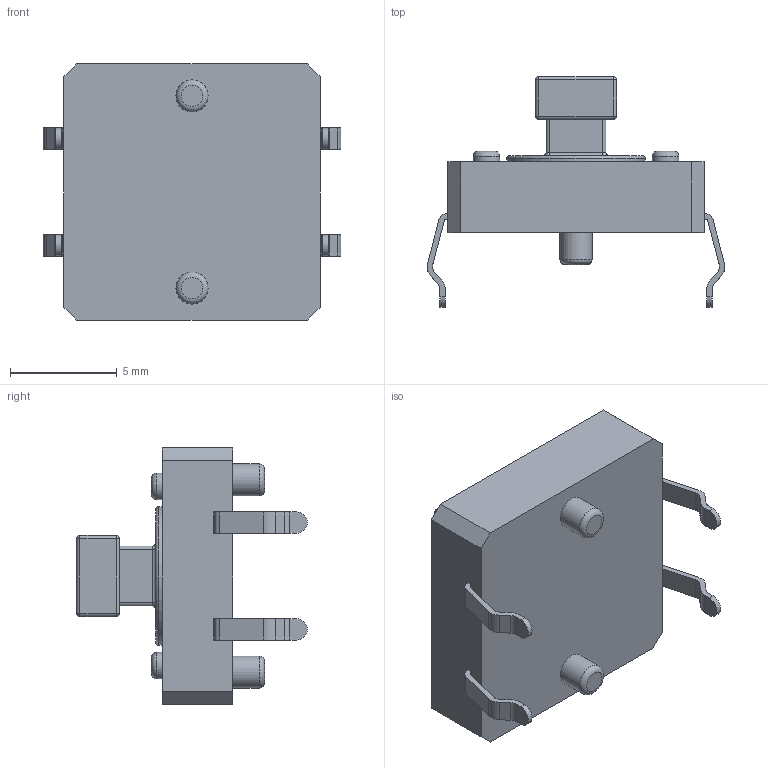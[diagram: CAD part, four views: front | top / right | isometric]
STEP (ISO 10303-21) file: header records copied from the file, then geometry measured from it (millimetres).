
FILE_DESCRIPTION(/* description */ (''),/* implementation_level */ '2;1');
FILE_NAME(/* name */ '12mm switch.step',/* time_stamp */ '2023-04-15T10:45:34+02:00',/* author */ (''),/* organization */ (''),/* preprocessor_version */ 'ST-DEVELOPER v19.2',/* originating_system */ 'Autodesk Translation Framework v12.4.0.73',/* authorisation */ '');
FILE_SCHEMA (('AUTOMOTIVE_DESIGN { 1 0 10303 214 3 1 1 }'));
Length unit declared in the file: millimetre
Products named in the file (1): 12mm switch
Bounding box: 13.95 x 10.8 x 12 mm (x, y, z)
Volume: 527.3 mm3; surface area: 861.9 mm2
Topology: 7 solids, 7 shells, 168 faces, 397 edges, 254 vertices
Faces by surface type: plane 85, cylinder 62, torus 13, sphere 8
Full cylindrical faces by diameter (mm): 1.25 x8, 1.5 x2, 2 x1, 6.5 x1, 6.6 x1, 6.8 x1
Entity records: 4908 total; most frequent: DIRECTION 890, CARTESIAN_POINT 820, ORIENTED_EDGE 794, EDGE_CURVE 397, AXIS2_PLACEMENT_3D 324, VERTEX_POINT 254, LINE 242, VECTOR 242
